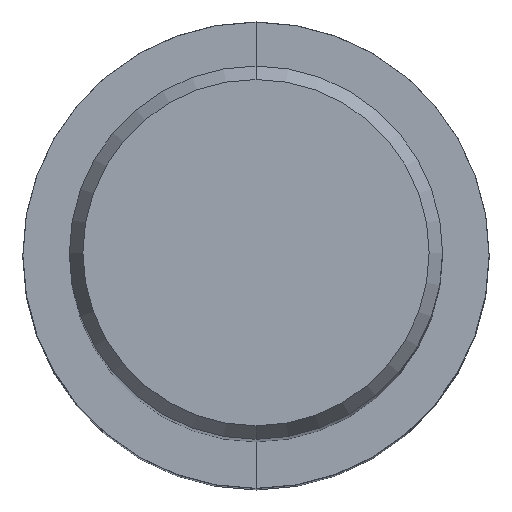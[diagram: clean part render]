
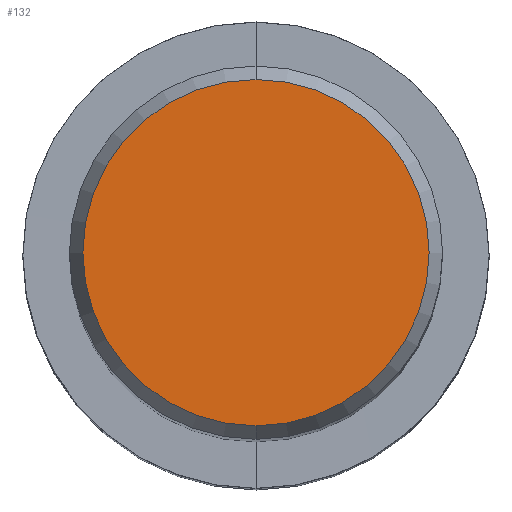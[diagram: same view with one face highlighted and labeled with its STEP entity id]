
A CAD part, top view. The second image highlights one B-rep face of the part: STEP entity #132.
In plain terms, the highlighted planar face has unit normal (0, 0, 1).
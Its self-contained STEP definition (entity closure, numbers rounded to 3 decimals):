
#118=VERTEX_POINT('',#238);
#124=EDGE_CURVE('',#118,#166,#244,.T.);
#132=ADVANCED_FACE('',(#254),#255,.T.);
#152=EDGE_CURVE('',#166,#118,#277,.T.);
#166=VERTEX_POINT('',#292);
#238=CARTESIAN_POINT('',(0.0,5.892,0.01));
#244=CIRCLE('',#374,5.892);
#254=FACE_OUTER_BOUND('',#384,.T.);
#255=PLANE('',#385);
#277=CIRCLE('',#415,5.892);
#292=CARTESIAN_POINT('',(0.,-5.892,0.01));
#374=AXIS2_PLACEMENT_3D('',#514,#515,#516);
#384=EDGE_LOOP('',(#530,#531));
#385=AXIS2_PLACEMENT_3D('',#532,#533,#534);
#415=AXIS2_PLACEMENT_3D('',#561,#562,#563);
#514=CARTESIAN_POINT('',(0.0,0.0,0.01));
#515=DIRECTION('',(0.0,0.0,-1.0));
#516=DIRECTION('',(0.0,1.0,0.0));
#530=ORIENTED_EDGE('',*,*,#124,.F.);
#531=ORIENTED_EDGE('',*,*,#152,.F.);
#532=CARTESIAN_POINT('',(0.0,2.946,0.01));
#533=DIRECTION('',(-0.0,0.0,1.0));
#534=DIRECTION('',(0.0,-1.0,0.0));
#561=CARTESIAN_POINT('',(0.0,0.0,0.01));
#562=DIRECTION('',(0.0,0.0,-1.0));
#563=DIRECTION('',(0.0,1.0,0.0));
